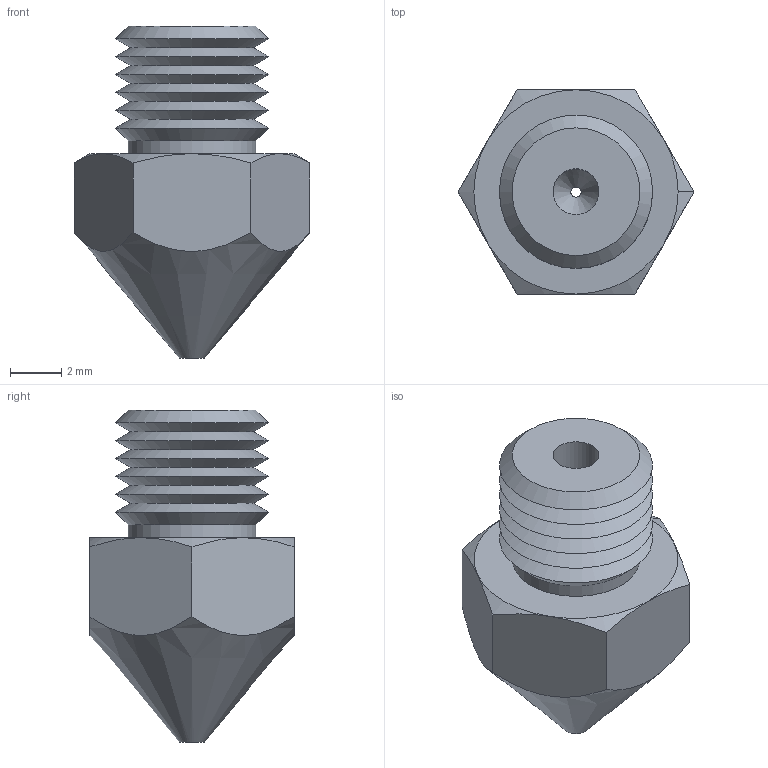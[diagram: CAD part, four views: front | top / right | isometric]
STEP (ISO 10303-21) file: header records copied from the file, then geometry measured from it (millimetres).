
FILE_DESCRIPTION(('FreeCAD Model'),'2;1');
FILE_NAME('Nozzle_0.4mm.step','2019-08-08T14:28:35', ('Sisul Galog'),(''),'Open CASCADE STEP processor 7.3','FreeCAD', 'Unknown');
FILE_SCHEMA(('AUTOMOTIVE_DESIGN { 1 0 10303 214 1 1 1 1 }'));
Length unit declared in the file: millimetre
Products named in the file (1): Nozzle_0.4mm
Bounding box: 9.24 x 8 x 13 mm (x, y, z)
Volume: 377.7 mm3; surface area: 448.7 mm2
Topology: 1 solids, 1 shells, 33 faces, 68 edges, 38 vertices
Faces by surface type: cone 21, plane 9, cylinder 3
Full cylindrical faces by diameter (mm): 0.4 x1, 1.8 x1, 5 x1
Entity records: 1899 total; most frequent: CARTESIAN_POINT 438, DIRECTION 296, ORIENTED_EDGE 136, PCURVE 136, DEFINITIONAL_REPRESENTATION 136, LINE 112, VECTOR 112, AXIS2_PLACEMENT_3D 78
